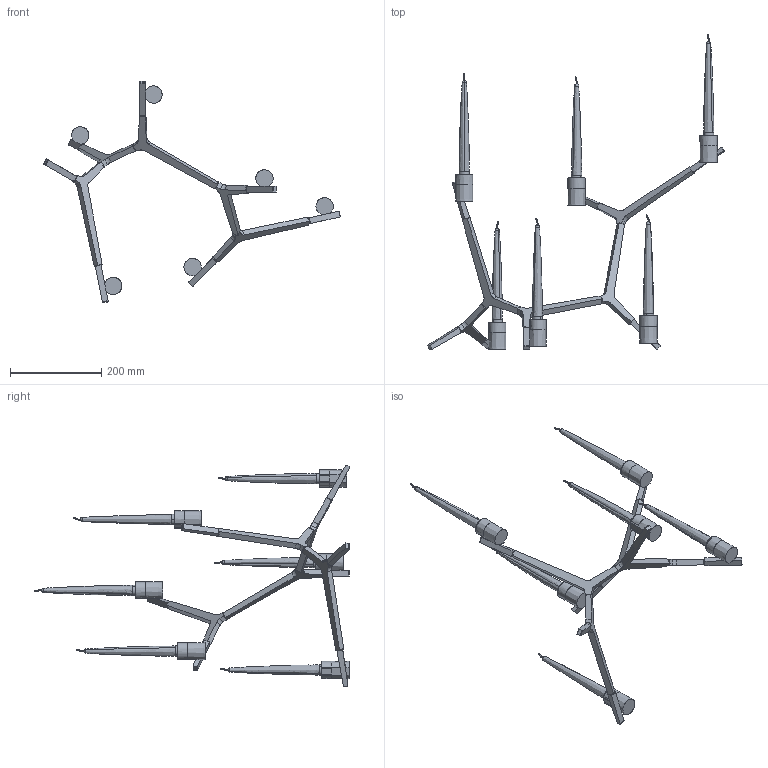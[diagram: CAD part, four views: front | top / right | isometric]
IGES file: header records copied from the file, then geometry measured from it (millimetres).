
Start section: SolidWorks IGES file using analytic representation for surfaces
Global section: file name: AGNCT6_01_Agnes Candelabra Table - 6 Candles.IGS; native system: SolidWorks 2015; preprocessor: SolidWorks 2015; author: Design; date: 190715.143014; units: millimetre
Bounding box: 651.04 x 691.79 x 486.55 mm (x, y, z)
Surface area: 252354.3 mm2 (no closed solid volume)
Topology: 0 solids, 0 shells, 374 faces, 4046 edges, 4046 vertices
Faces by surface type: bspline 223, revolution 151
